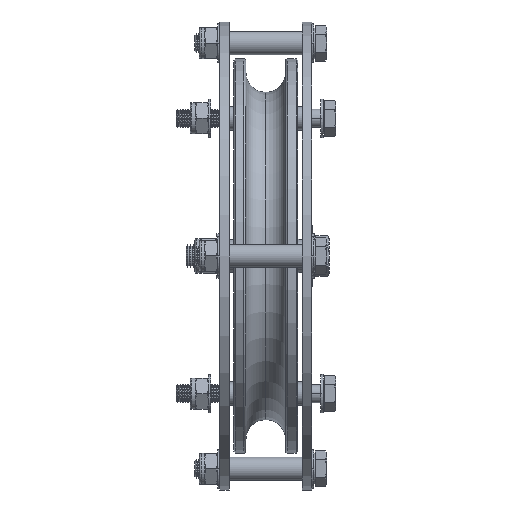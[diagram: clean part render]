
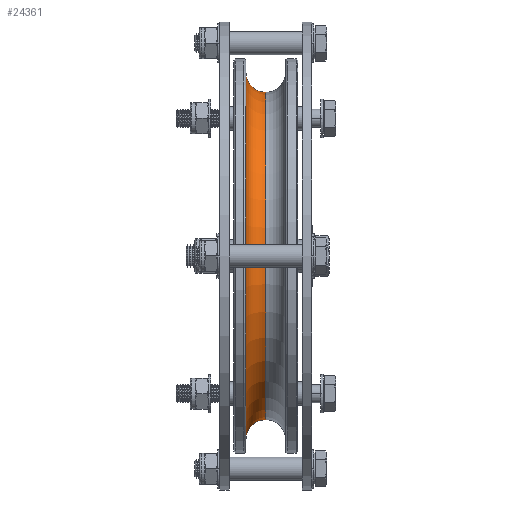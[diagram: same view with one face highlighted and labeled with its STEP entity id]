
A CAD part, front view. The second image highlights one B-rep face of the part: STEP entity #24361.
In plain terms, the highlighted toroidal (fillet/blend) face has major radius 100 mm and minor radius 10.8 mm.
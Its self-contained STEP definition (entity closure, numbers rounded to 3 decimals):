
#2889 = AXIS2_PLACEMENT_3D ( 'NONE', #30890, #53877, #3750 ) ;
#3750 = DIRECTION ( 'NONE',  ( 0., 0., 1. ) ) ;
#4010 = ORIENTED_EDGE ( 'NONE', *, *, #4798, .F. ) ;
#4798 = EDGE_CURVE ( 'NONE', #60629, #48565, #14614, .T. ) ;
#4889 = EDGE_CURVE ( 'NONE', #57743, #55435, #29475, .T. ) ;
#4952 = AXIS2_PLACEMENT_3D ( 'NONE', #17842, #57224, #17377 ) ;
#14614 = CIRCLE ( 'NONE', #37566, 100. ) ;
#16034 = DIRECTION ( 'NONE',  ( 0., 0., 1. ) ) ;
#17377 = DIRECTION ( 'NONE',  ( 0., 0., -1. ) ) ;
#17404 = CARTESIAN_POINT ( 'NONE',  ( 0., 0., 89.2 ) ) ;
#17842 = CARTESIAN_POINT ( 'NONE',  ( 0., 0., 100. ) ) ;
#17901 = EDGE_CURVE ( 'NONE', #60629, #57743, #35252, .T. ) ;
#20221 = AXIS2_PLACEMENT_3D ( 'NONE', #27047, #71583, #16034 ) ;
#22045 = DIRECTION ( 'NONE',  ( 0., 0., 1. ) ) ;
#24361 = ADVANCED_FACE ( 'NONE', ( #29263 ), #26651, .F. ) ;
#25781 = ORIENTED_EDGE ( 'NONE', *, *, #4889, .T. ) ;
#26651 = TOROIDAL_SURFACE ( 'NONE', #69161, 100., 10.8 ) ;
#26743 = CARTESIAN_POINT ( 'NONE',  ( -10.8, 0., -100. ) ) ;
#27047 = CARTESIAN_POINT ( 'NONE',  ( 0., 0., -100. ) ) ;
#27514 = CARTESIAN_POINT ( 'NONE',  ( 0., 0., -89.2 ) ) ;
#29263 = FACE_OUTER_BOUND ( 'NONE', #39887, .T. ) ;
#29475 = CIRCLE ( 'NONE', #2889, 89.2 ) ;
#30890 = CARTESIAN_POINT ( 'NONE',  ( 0., 0., 0. ) ) ;
#34641 = DIRECTION ( 'NONE',  ( -1., 0., 0. ) ) ;
#34833 = EDGE_CURVE ( 'NONE', #48565, #55435, #51116, .T. ) ;
#35252 = CIRCLE ( 'NONE', #20221, 10.8 ) ;
#37566 = AXIS2_PLACEMENT_3D ( 'NONE', #71201, #47989, #22045 ) ;
#39887 = EDGE_LOOP ( 'NONE', ( #43437, #25781, #62343, #4010 ) ) ;
#40312 = DIRECTION ( 'NONE',  ( 0., 0., 1. ) ) ;
#43437 = ORIENTED_EDGE ( 'NONE', *, *, #17901, .T. ) ;
#47989 = DIRECTION ( 'NONE',  ( -1., 0., 0. ) ) ;
#48565 = VERTEX_POINT ( 'NONE', #68880 ) ;
#51116 = CIRCLE ( 'NONE', #4952, 10.8 ) ;
#51300 = CARTESIAN_POINT ( 'NONE',  ( 0., 0., 0. ) ) ;
#53877 = DIRECTION ( 'NONE',  ( -1., 0., 0. ) ) ;
#55435 = VERTEX_POINT ( 'NONE', #17404 ) ;
#57224 = DIRECTION ( 'NONE',  ( 0., -1., 0. ) ) ;
#57743 = VERTEX_POINT ( 'NONE', #27514 ) ;
#60629 = VERTEX_POINT ( 'NONE', #26743 ) ;
#62343 = ORIENTED_EDGE ( 'NONE', *, *, #34833, .F. ) ;
#68880 = CARTESIAN_POINT ( 'NONE',  ( -10.8, 0., 100. ) ) ;
#69161 = AXIS2_PLACEMENT_3D ( 'NONE', #51300, #34641, #40312 ) ;
#71201 = CARTESIAN_POINT ( 'NONE',  ( -10.8, 0., 0. ) ) ;
#71583 = DIRECTION ( 'NONE',  ( 0., 1., 0. ) ) ;
